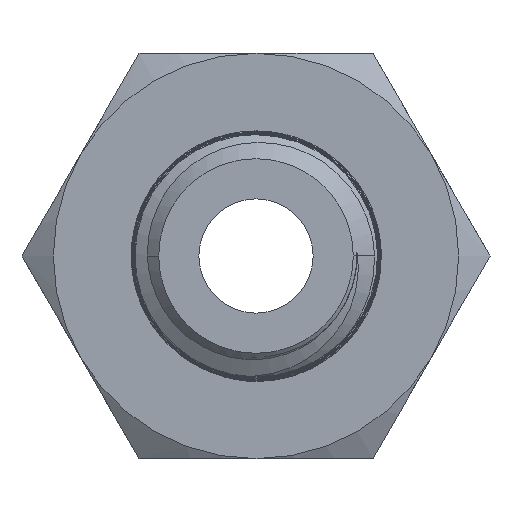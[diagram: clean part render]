
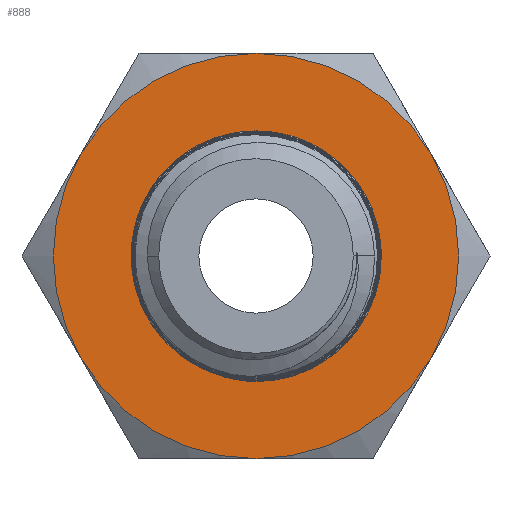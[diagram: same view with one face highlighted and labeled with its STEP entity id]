
A CAD part, left-side view. The second image highlights one B-rep face of the part: STEP entity #888.
In plain terms, the highlighted planar face has unit normal (-1, 0, 0).
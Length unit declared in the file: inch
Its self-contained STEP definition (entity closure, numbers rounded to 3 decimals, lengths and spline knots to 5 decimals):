
#147 = CARTESIAN_POINT ( 'NONE',  ( -0.2739, -0.21651, -0.125 ) ) ;
#180 = VERTEX_POINT ( 'NONE', #2230 ) ;
#185 = AXIS2_PLACEMENT_3D ( 'NONE', #4940, #2651, #1901 ) ;
#287 = CARTESIAN_POINT ( 'NONE',  ( -0.2739, 0., 0. ) ) ;
#384 = AXIS2_PLACEMENT_3D ( 'NONE', #3294, #2961, #690 ) ;
#442 = EDGE_CURVE ( 'NONE', #609, #1497, #1970, .T. ) ;
#461 = EDGE_CURVE ( 'NONE', #4295, #1207, #2917, .T. ) ;
#476 = EDGE_CURVE ( 'NONE', #4172, #4464, #962, .T. ) ;
#609 = VERTEX_POINT ( 'NONE', #3467 ) ;
#635 = DIRECTION ( 'NONE',  ( 0., 0., 1. ) ) ;
#690 = DIRECTION ( 'NONE',  ( 0., 1., 0. ) ) ;
#721 = CARTESIAN_POINT ( 'NONE',  ( -0.2739, -0.21651, 0.125 ) ) ;
#777 = PLANE ( 'NONE',  #185 ) ;
#810 = AXIS2_PLACEMENT_3D ( 'NONE', #1475, #2269, #4531 ) ;
#869 = EDGE_CURVE ( 'NONE', #180, #609, #4117, .T. ) ;
#888 = ADVANCED_FACE ( 'NONE', ( #4055, #2022 ), #777, .T. ) ;
#943 = DIRECTION ( 'NONE',  ( 0., 0., 1. ) ) ;
#955 = DIRECTION ( 'NONE',  ( -1., 0., 0. ) ) ;
#962 = CIRCLE ( 'NONE', #4754, 0.12818 ) ;
#978 = ORIENTED_EDGE ( 'NONE', *, *, #869, .T. ) ;
#1008 = CARTESIAN_POINT ( 'NONE',  ( -0.2739, -0.12818, 0. ) ) ;
#1052 = CARTESIAN_POINT ( 'NONE',  ( -0.2739, 0., -0.25 ) ) ;
#1207 = VERTEX_POINT ( 'NONE', #721 ) ;
#1274 = DIRECTION ( 'NONE',  ( 0., 1., 0. ) ) ;
#1437 = ORIENTED_EDGE ( 'NONE', *, *, #476, .T. ) ;
#1475 = CARTESIAN_POINT ( 'NONE',  ( -0.2739, 0., 0. ) ) ;
#1497 = VERTEX_POINT ( 'NONE', #1052 ) ;
#1571 = ORIENTED_EDGE ( 'NONE', *, *, #3412, .T. ) ;
#1599 = CARTESIAN_POINT ( 'NONE',  ( -0.2739, 0., 0. ) ) ;
#1633 = AXIS2_PLACEMENT_3D ( 'NONE', #2133, #955, #635 ) ;
#1641 = ORIENTED_EDGE ( 'NONE', *, *, #3770, .T. ) ;
#1901 = DIRECTION ( 'NONE',  ( 0., 0., 1. ) ) ;
#1970 = CIRCLE ( 'NONE', #2712, 0.25 ) ;
#1983 = CIRCLE ( 'NONE', #1633, 0.25 ) ;
#2022 = FACE_OUTER_BOUND ( 'NONE', #3540, .T. ) ;
#2133 = CARTESIAN_POINT ( 'NONE',  ( -0.2739, 0., 0. ) ) ;
#2230 = CARTESIAN_POINT ( 'NONE',  ( -0.2739, 0.21651, 0.125 ) ) ;
#2269 = DIRECTION ( 'NONE',  ( -1., 0., 0. ) ) ;
#2306 = AXIS2_PLACEMENT_3D ( 'NONE', #1599, #3822, #2715 ) ;
#2611 = DIRECTION ( 'NONE',  ( 0., 0., 1. ) ) ;
#2640 = CARTESIAN_POINT ( 'NONE',  ( -0.2739, 0.12818, 0. ) ) ;
#2651 = DIRECTION ( 'NONE',  ( -1., 0., 0. ) ) ;
#2712 = AXIS2_PLACEMENT_3D ( 'NONE', #3673, #4038, #2611 ) ;
#2715 = DIRECTION ( 'NONE',  ( 0., 0., 1. ) ) ;
#2791 = EDGE_LOOP ( 'NONE', ( #1641, #1437 ) ) ;
#2846 = EDGE_CURVE ( 'NONE', #1497, #4295, #4108, .T. ) ;
#2905 = DIRECTION ( 'NONE',  ( 1., 0., 0. ) ) ;
#2917 = CIRCLE ( 'NONE', #3736, 0.25 ) ;
#2961 = DIRECTION ( 'NONE',  ( 1., 0., 0. ) ) ;
#2982 = ORIENTED_EDGE ( 'NONE', *, *, #2846, .T. ) ;
#3193 = DIRECTION ( 'NONE',  ( -1., 0., 0. ) ) ;
#3294 = CARTESIAN_POINT ( 'NONE',  ( -0.2739, 0., 0. ) ) ;
#3399 = VERTEX_POINT ( 'NONE', #3426 ) ;
#3412 = EDGE_CURVE ( 'NONE', #1207, #3399, #4537, .T. ) ;
#3426 = CARTESIAN_POINT ( 'NONE',  ( -0.2739, 0., 0.25 ) ) ;
#3462 = DIRECTION ( 'NONE',  ( -1., 0., 0. ) ) ;
#3467 = CARTESIAN_POINT ( 'NONE',  ( -0.2739, 0.21651, -0.125 ) ) ;
#3540 = EDGE_LOOP ( 'NONE', ( #1571, #4191, #978, #3842, #2982, #3946 ) ) ;
#3673 = CARTESIAN_POINT ( 'NONE',  ( -0.2739, 0., 0. ) ) ;
#3736 = AXIS2_PLACEMENT_3D ( 'NONE', #4626, #3193, #943 ) ;
#3770 = EDGE_CURVE ( 'NONE', #4464, #4172, #4113, .T. ) ;
#3822 = DIRECTION ( 'NONE',  ( -1., 0., 0. ) ) ;
#3827 = DIRECTION ( 'NONE',  ( 0., 0., 1. ) ) ;
#3842 = ORIENTED_EDGE ( 'NONE', *, *, #442, .T. ) ;
#3868 = CARTESIAN_POINT ( 'NONE',  ( -0.2739, 0., 0. ) ) ;
#3946 = ORIENTED_EDGE ( 'NONE', *, *, #461, .T. ) ;
#4038 = DIRECTION ( 'NONE',  ( -1., 0., 0. ) ) ;
#4055 = FACE_BOUND ( 'NONE', #2791, .T. ) ;
#4108 = CIRCLE ( 'NONE', #2306, 0.25 ) ;
#4113 = CIRCLE ( 'NONE', #384, 0.12818 ) ;
#4117 = CIRCLE ( 'NONE', #810, 0.25 ) ;
#4172 = VERTEX_POINT ( 'NONE', #1008 ) ;
#4191 = ORIENTED_EDGE ( 'NONE', *, *, #4886, .T. ) ;
#4295 = VERTEX_POINT ( 'NONE', #147 ) ;
#4464 = VERTEX_POINT ( 'NONE', #2640 ) ;
#4496 = AXIS2_PLACEMENT_3D ( 'NONE', #3868, #3462, #3827 ) ;
#4531 = DIRECTION ( 'NONE',  ( 0., 0., 1. ) ) ;
#4537 = CIRCLE ( 'NONE', #4496, 0.25 ) ;
#4626 = CARTESIAN_POINT ( 'NONE',  ( -0.2739, 0., 0. ) ) ;
#4754 = AXIS2_PLACEMENT_3D ( 'NONE', #287, #2905, #1274 ) ;
#4886 = EDGE_CURVE ( 'NONE', #3399, #180, #1983, .T. ) ;
#4940 = CARTESIAN_POINT ( 'NONE',  ( -0.2739, 0.14434, -0.25 ) ) ;
